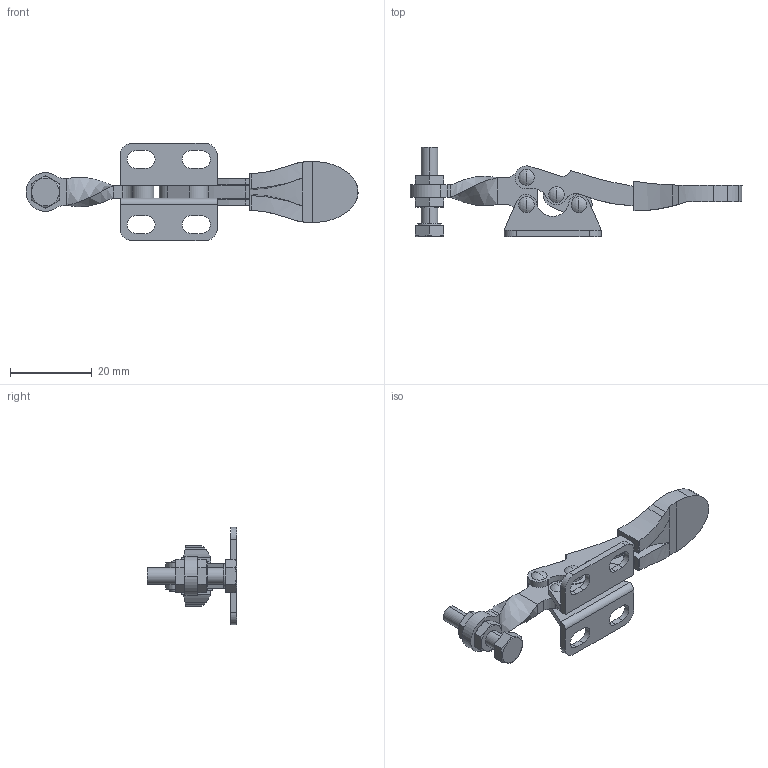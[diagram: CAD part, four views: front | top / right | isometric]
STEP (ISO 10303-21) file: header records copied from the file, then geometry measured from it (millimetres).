
FILE_DESCRIPTION (( 'STEP AP214' ), '1' );
FILE_NAME ('EMC201A.STEP', '2019-01-09T03:25:56', ( 'LinWei' ), ( '' ), 'SwSTEP 2.0', 'SolidWorks 2016', '' );
FILE_SCHEMA (( 'AUTOMOTIVE_DESIGN' ));
Length unit declared in the file: millimetre
Products named in the file (6): EMC201A; Group1^EMC201A; Group4^EMC201A; Group5^EMC201A; 1201A05-1^EMC201A; 1201A08-1^EMC201A
Assembly tree (5 placements, depth 2):
  EMC201A
    Group1^EMC201A
    Group4^EMC201A
    Group5^EMC201A
    1201A05-1^EMC201A
    1201A08-1^EMC201A
Bounding box: 81.19 x 21.86 x 23.8 mm (x, y, z)
Volume: 2386 mm3; surface area: 5289.9 mm2
Topology: 4 solids, 7 shells, 240 faces, 605 edges, 392 vertices
Faces by surface type: cylinder 105, plane 85, cone 26, bspline 14, sphere 8, torus 2
Entity records: 8995 total; most frequent: CARTESIAN_POINT 2554, ORIENTED_EDGE 1194, DIRECTION 1186, EDGE_CURVE 605, AXIS2_PLACEMENT_3D 467, VERTEX_POINT 392, EDGE_LOOP 281, VECTOR 252
